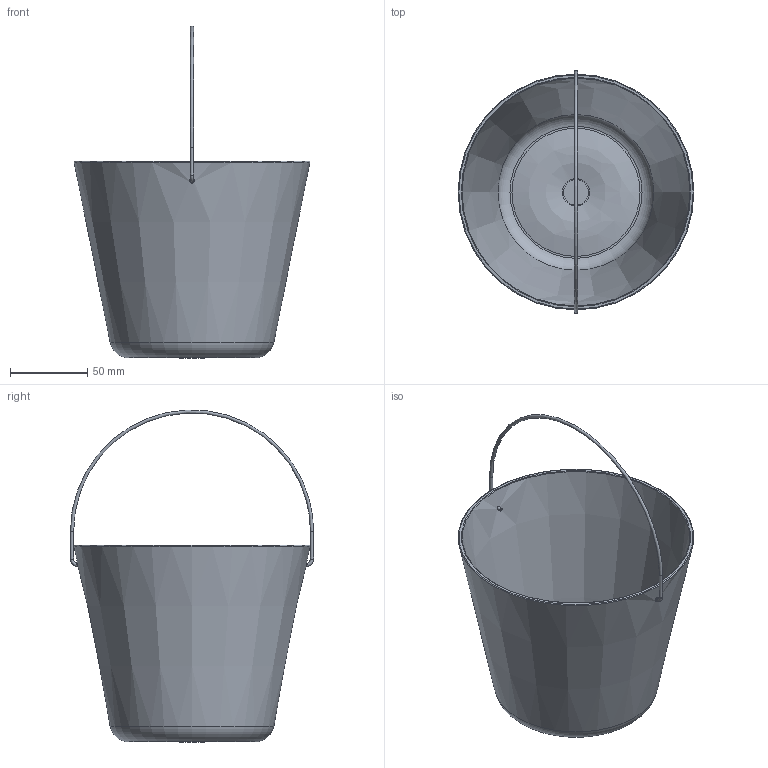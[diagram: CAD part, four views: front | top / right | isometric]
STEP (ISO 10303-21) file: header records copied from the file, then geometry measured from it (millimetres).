
FILE_DESCRIPTION( ( '' ), ' ' );
FILE_NAME( '59d548cafa7a990d044614de.step', '2017-10-04T20:47:07', ( '' ), ( '' ), ' ', ' ', ' ' );
FILE_SCHEMA( ( 'AUTOMOTIVE_DESIGN { 1 0 10303 214 1 1 1 1 }' ) );
Length unit declared in the file: metre
Products named in the file (1): Part 1
Bounding box: 152.17 x 156.97 x 214.3 mm (x, y, z)
Volume: 145868.1 mm3; surface area: 117026.3 mm2
Topology: 1 solids, 1 shells, 26 faces, 60 edges, 39 vertices
Faces by surface type: torus 11, plane 5, bspline 4, cylinder 4, cone 2
Full cylindrical faces by diameter (mm): 2.032 x4
Entity records: 2710 total; most frequent: CARTESIAN_POINT 2048, DIRECTION 86, ORIENTED_EDGE 60, EDGE_LOOP 52, FACE_OUTER_BOUND 45, AXIS2_PLACEMENT_3D 43, VERTEX_POINT 31, EDGE_CURVE 30
